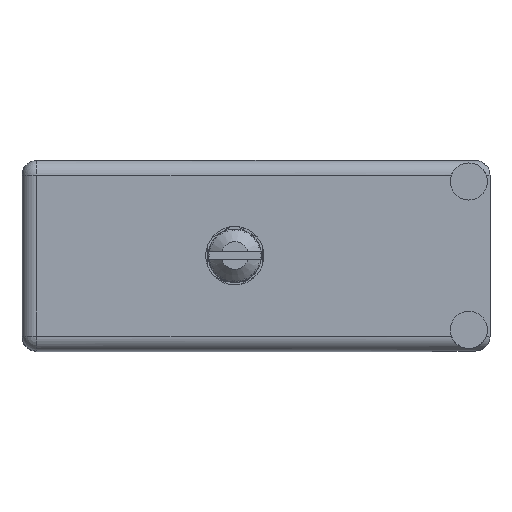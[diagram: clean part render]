
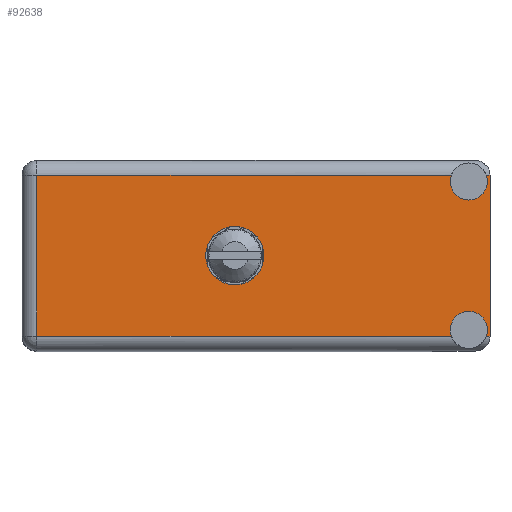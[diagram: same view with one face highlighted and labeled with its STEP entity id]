
A CAD part, top view. The second image highlights one B-rep face of the part: STEP entity #92638.
In plain terms, the highlighted face is planar.
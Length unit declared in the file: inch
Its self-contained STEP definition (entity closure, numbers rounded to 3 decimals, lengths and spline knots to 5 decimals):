
#3812 = EDGE_CURVE ( 'NONE', #84759, #65796, #9448, .T. ) ;
#4302 = EDGE_CURVE ( 'NONE', #84759, #91073, #34301, .T. ) ;
#6622 = DIRECTION ( 'NONE',  ( 0., 1., 0. ) ) ;
#6987 = DIRECTION ( 'NONE',  ( 0., 0., 1. ) ) ;
#7963 = CARTESIAN_POINT ( 'NONE',  ( 1.104, 1.466, -0.35 ) ) ;
#9124 = DIRECTION ( 'NONE',  ( 0., 1., 0. ) ) ;
#9240 = ORIENTED_EDGE ( 'NONE', *, *, #96804, .F. ) ;
#9448 = LINE ( 'NONE', #80419, #92396 ) ;
#9595 = EDGE_CURVE ( 'NONE', #37124, #42760, #59773, .T. ) ;
#10093 = DIRECTION ( 'NONE',  ( 0., 1., 0. ) ) ;
#11434 = EDGE_CURVE ( 'NONE', #111132, #93198, #16823, .T. ) ;
#11577 = DIRECTION ( 'NONE',  ( 0., 0., 1. ) ) ;
#11957 = CARTESIAN_POINT ( 'NONE',  ( -0.934, 1.466, -0.4495 ) ) ;
#14367 = VERTEX_POINT ( 'NONE', #59921 ) ;
#15927 = CARTESIAN_POINT ( 'NONE',  ( 0., 1.466, 0. ) ) ;
#16823 = LINE ( 'NONE', #11957, #108128 ) ;
#17420 = DIRECTION ( 'NONE',  ( 1., 0., 0. ) ) ;
#17998 = DIRECTION ( 'NONE',  ( 0., 0., 1. ) ) ;
#20952 = DIRECTION ( 'NONE',  ( 0., 0., 1. ) ) ;
#23091 = VERTEX_POINT ( 'NONE', #28955 ) ;
#25168 = DIRECTION ( 'NONE',  ( 0., 1., 0. ) ) ;
#26656 = CIRCLE ( 'NONE', #93215, 0.0875 ) ;
#28955 = CARTESIAN_POINT ( 'NONE',  ( 1.18638, 1.466, 0.3795 ) ) ;
#30373 = CIRCLE ( 'NONE', #68228, 0.0875 ) ;
#30435 = ORIENTED_EDGE ( 'NONE', *, *, #77971, .F. ) ;
#30761 = CARTESIAN_POINT ( 'NONE',  ( 0., 1.466, 0. ) ) ;
#31434 = DIRECTION ( 'NONE',  ( -1., 0., 0. ) ) ;
#33276 = CARTESIAN_POINT ( 'NONE',  ( 1.18638, 1.466, -0.3795 ) ) ;
#33492 = ORIENTED_EDGE ( 'NONE', *, *, #82681, .F. ) ;
#34293 = DIRECTION ( 'NONE',  ( 0., 0., 1. ) ) ;
#34301 = LINE ( 'NONE', #84413, #71492 ) ;
#35555 = ORIENTED_EDGE ( 'NONE', *, *, #11434, .T. ) ;
#35796 = VECTOR ( 'NONE', #64309, 39.37008 ) ;
#35819 = VECTOR ( 'NONE', #17420, 39.37008 ) ;
#37124 = VERTEX_POINT ( 'NONE', #97701 ) ;
#38251 = EDGE_LOOP ( 'NONE', ( #54906, #30435, #33492, #86627, #39109, #64237, #80953, #9240, #48337, #35555 ) ) ;
#39109 = ORIENTED_EDGE ( 'NONE', *, *, #3812, .F. ) ;
#39672 = AXIS2_PLACEMENT_3D ( 'NONE', #63448, #55340, #20952 ) ;
#41466 = CARTESIAN_POINT ( 'NONE',  ( 0., 1.466, -0.1375 ) ) ;
#41967 = CARTESIAN_POINT ( 'NONE',  ( 1.204, 1.466, -0.3795 ) ) ;
#42760 = VERTEX_POINT ( 'NONE', #41466 ) ;
#44037 = CARTESIAN_POINT ( 'NONE',  ( 1.104, 1.466, -0.2625 ) ) ;
#44695 = CARTESIAN_POINT ( 'NONE',  ( -0.934, 1.466, 0.3795 ) ) ;
#46125 = FACE_OUTER_BOUND ( 'NONE', #38251, .T. ) ;
#48337 = ORIENTED_EDGE ( 'NONE', *, *, #55268, .T. ) ;
#50980 = CIRCLE ( 'NONE', #109349, 0.1375 ) ;
#51802 = CARTESIAN_POINT ( 'NONE',  ( 1.204, 1.466, 0.3795 ) ) ;
#54906 = ORIENTED_EDGE ( 'NONE', *, *, #72010, .T. ) ;
#55268 = EDGE_CURVE ( 'NONE', #79078, #111132, #103655, .T. ) ;
#55340 = DIRECTION ( 'NONE',  ( 0., 1., 0. ) ) ;
#55855 = FACE_BOUND ( 'NONE', #79074, .T. ) ;
#59173 = AXIS2_PLACEMENT_3D ( 'NONE', #30761, #110424, #101126 ) ;
#59773 = CIRCLE ( 'NONE', #59173, 0.1375 ) ;
#59921 = CARTESIAN_POINT ( 'NONE',  ( 1.02162, 1.466, 0.3795 ) ) ;
#63448 = CARTESIAN_POINT ( 'NONE',  ( 1.104, 1.466, 0.35 ) ) ;
#64237 = ORIENTED_EDGE ( 'NONE', *, *, #4302, .T. ) ;
#64309 = DIRECTION ( 'NONE',  ( 1., 0., 0. ) ) ;
#65796 = VERTEX_POINT ( 'NONE', #98457 ) ;
#67610 = VECTOR ( 'NONE', #106418, 39.37008 ) ;
#67940 = CARTESIAN_POINT ( 'NONE',  ( 1.104, 1.466, 0.2625 ) ) ;
#68228 = AXIS2_PLACEMENT_3D ( 'NONE', #7963, #113581, #34293 ) ;
#71480 = EDGE_CURVE ( 'NONE', #23091, #65796, #82837, .T. ) ;
#71492 = VECTOR ( 'NONE', #31434, 39.37008 ) ;
#72010 = EDGE_CURVE ( 'NONE', #93198, #14367, #73057, .T. ) ;
#72016 = VERTEX_POINT ( 'NONE', #44037 ) ;
#73057 = LINE ( 'NONE', #51802, #35819 ) ;
#74692 = EDGE_CURVE ( 'NONE', #72016, #91073, #112894, .T. ) ;
#74894 = DIRECTION ( 'NONE',  ( 0., 0., 1. ) ) ;
#77717 = CARTESIAN_POINT ( 'NONE',  ( 1.104, 1.466, 0.35 ) ) ;
#77718 = DIRECTION ( 'NONE',  ( 0., 0., 1. ) ) ;
#77971 = EDGE_CURVE ( 'NONE', #86314, #14367, #26656, .T. ) ;
#78678 = CARTESIAN_POINT ( 'NONE',  ( 1.104, 1.466, -0.35 ) ) ;
#78871 = CARTESIAN_POINT ( 'NONE',  ( -1.004, 1.466, -0.3795 ) ) ;
#79074 = EDGE_LOOP ( 'NONE', ( #109124, #88947 ) ) ;
#79078 = VERTEX_POINT ( 'NONE', #84835 ) ;
#80419 = CARTESIAN_POINT ( 'NONE',  ( 1.204, 1.466, 0.4495 ) ) ;
#80953 = ORIENTED_EDGE ( 'NONE', *, *, #74692, .F. ) ;
#82681 = EDGE_CURVE ( 'NONE', #23091, #86314, #111150, .T. ) ;
#82837 = LINE ( 'NONE', #108506, #35796 ) ;
#84413 = CARTESIAN_POINT ( 'NONE',  ( -1.004, 1.466, -0.3795 ) ) ;
#84759 = VERTEX_POINT ( 'NONE', #41967 ) ;
#84835 = CARTESIAN_POINT ( 'NONE',  ( 1.02162, 1.466, -0.3795 ) ) ;
#86314 = VERTEX_POINT ( 'NONE', #67940 ) ;
#86467 = AXIS2_PLACEMENT_3D ( 'NONE', #97087, #10093, #106793 ) ;
#86627 = ORIENTED_EDGE ( 'NONE', *, *, #71480, .T. ) ;
#88947 = ORIENTED_EDGE ( 'NONE', *, *, #113812, .F. ) ;
#89732 = PLANE ( 'NONE',  #86467 ) ;
#89759 = CARTESIAN_POINT ( 'NONE',  ( -0.934, 1.466, -0.3795 ) ) ;
#91073 = VERTEX_POINT ( 'NONE', #33276 ) ;
#92396 = VECTOR ( 'NONE', #74894, 39.37008 ) ;
#92638 = ADVANCED_FACE ( 'NONE', ( #55855, #46125 ), #89732, .T. ) ;
#93198 = VERTEX_POINT ( 'NONE', #44695 ) ;
#93215 = AXIS2_PLACEMENT_3D ( 'NONE', #77717, #6622, #6987 ) ;
#93583 = AXIS2_PLACEMENT_3D ( 'NONE', #78678, #9124, #17998 ) ;
#96804 = EDGE_CURVE ( 'NONE', #79078, #72016, #30373, .T. ) ;
#97087 = CARTESIAN_POINT ( 'NONE',  ( -1.004, 1.466, -0.4495 ) ) ;
#97701 = CARTESIAN_POINT ( 'NONE',  ( 0., 1.466, 0.1375 ) ) ;
#98457 = CARTESIAN_POINT ( 'NONE',  ( 1.204, 1.466, 0.3795 ) ) ;
#101126 = DIRECTION ( 'NONE',  ( 0., 0., 1. ) ) ;
#103655 = LINE ( 'NONE', #78871, #67610 ) ;
#106418 = DIRECTION ( 'NONE',  ( -1., 0., 0. ) ) ;
#106793 = DIRECTION ( 'NONE',  ( -1., 0., 0. ) ) ;
#108128 = VECTOR ( 'NONE', #11577, 39.37008 ) ;
#108506 = CARTESIAN_POINT ( 'NONE',  ( 1.204, 1.466, 0.3795 ) ) ;
#109124 = ORIENTED_EDGE ( 'NONE', *, *, #9595, .F. ) ;
#109349 = AXIS2_PLACEMENT_3D ( 'NONE', #15927, #25168, #77718 ) ;
#110424 = DIRECTION ( 'NONE',  ( 0., 1., 0. ) ) ;
#111132 = VERTEX_POINT ( 'NONE', #89759 ) ;
#111150 = CIRCLE ( 'NONE', #39672, 0.0875 ) ;
#112894 = CIRCLE ( 'NONE', #93583, 0.0875 ) ;
#113581 = DIRECTION ( 'NONE',  ( 0., 1., 0. ) ) ;
#113812 = EDGE_CURVE ( 'NONE', #42760, #37124, #50980, .T. ) ;
